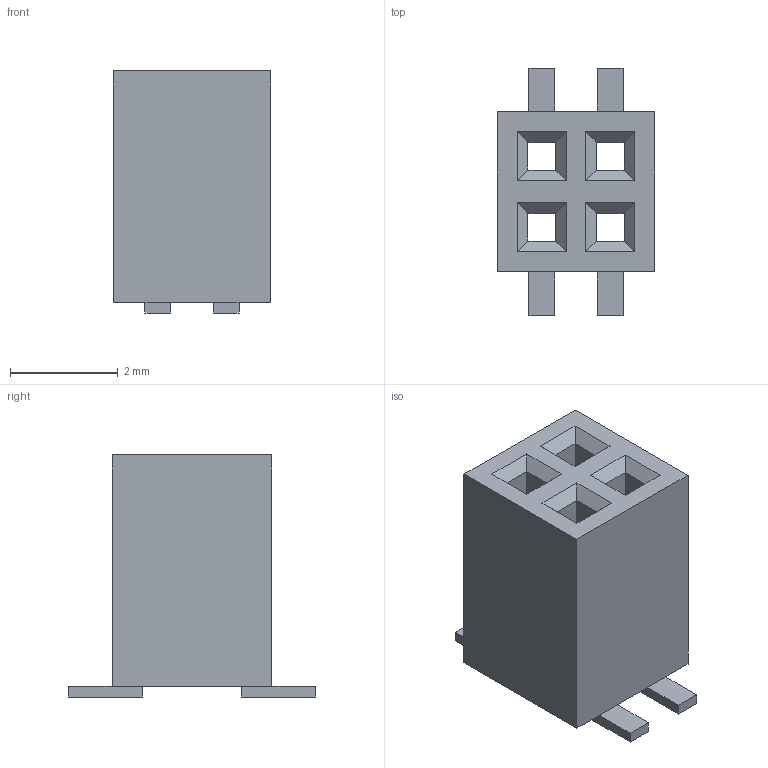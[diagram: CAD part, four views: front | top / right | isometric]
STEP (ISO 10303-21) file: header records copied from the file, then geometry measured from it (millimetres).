
FILE_DESCRIPTION (( 'STEP AP214' ), '1' );
FILE_NAME ('4352D24D-AC26-416C-ACE2-D4A134A510BF.STEP', '2023-05-14T23:02:01', ( '' ), ( '' ), 'SwSTEP 2.0', 'SolidWorks 2022', '' );
FILE_SCHEMA (( 'AUTOMOTIVE_DESIGN' ));
Length unit declared in the file: millimetre
Products named in the file (1): 4352D24D-AC26-416C-ACE2-D4A134A510BF
Bounding box: 2.92 x 4.6 x 4.5 mm (x, y, z)
Volume: 33 mm3; surface area: 107 mm2
Topology: 1 solids, 1 shells, 58 faces, 156 edges, 96 vertices
Faces by surface type: plane 58
Entity records: 2436 total; most frequent: ORIENTED_EDGE 312, CARTESIAN_POINT 311, DIRECTION 274, EDGE_CURVE 156, VECTOR 156, LINE 156, VERTEX_POINT 96, EDGE_LOOP 62
